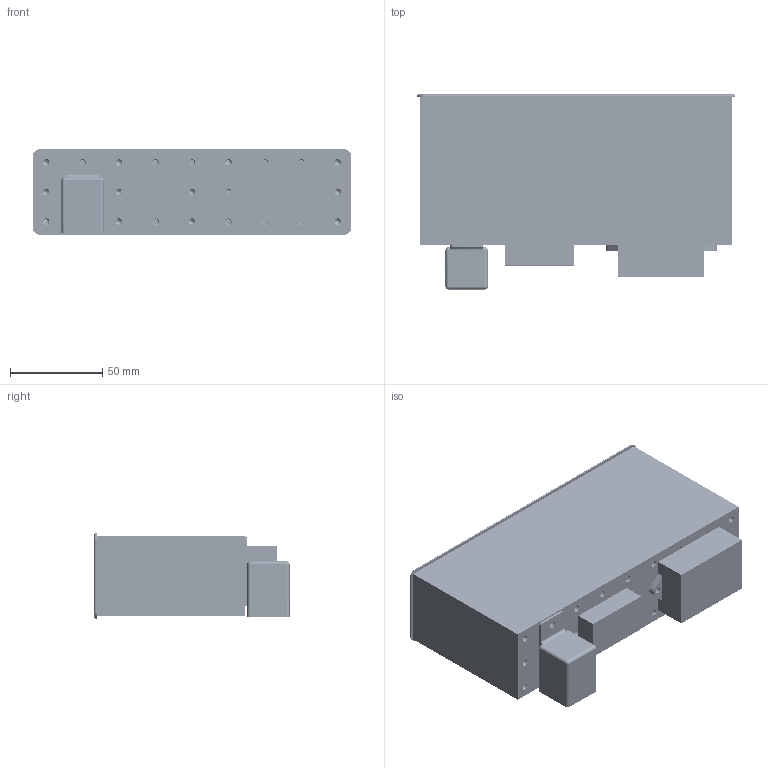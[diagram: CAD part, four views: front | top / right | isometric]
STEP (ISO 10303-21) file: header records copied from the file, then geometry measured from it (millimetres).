
FILE_DESCRIPTION(('FreeCAD Model'),'2;1');
FILE_NAME('Open CASCADE Shape Model','2025-05-03T18:15:54',('FreeCAD'),( 'FreeCAD'),'Open CASCADE STEP processor 7.6','FreeCAD','Unknown');
FILE_SCHEMA(('AUTOMOTIVE_DESIGN { 1 0 10303 214 1 1 1 1 }'));
Products named in the file (1): Open CASCADE STEP translator 7.6 1
Bounding box: 172.51 x 105.67 x 46.54 mm (x, y, z)
Volume: 226400.8 mm3; surface area: 94237.1 mm2
Topology: 5 solids, 5 shells, 1038 faces, 3056 edges, 1920 vertices
Faces by surface type: bspline 1038
Entity records: 90007 total; most frequent: CARTESIAN_POINT 73348, ORIENTED_EDGE 5834, EDGE_CURVE 2917, B_SPLINE_CURVE_WITH_KNOTS 2616, VERTEX_POINT 1918, FACE_BOUND 1073, EDGE_LOOP 1073, ADVANCED_FACE 1038
